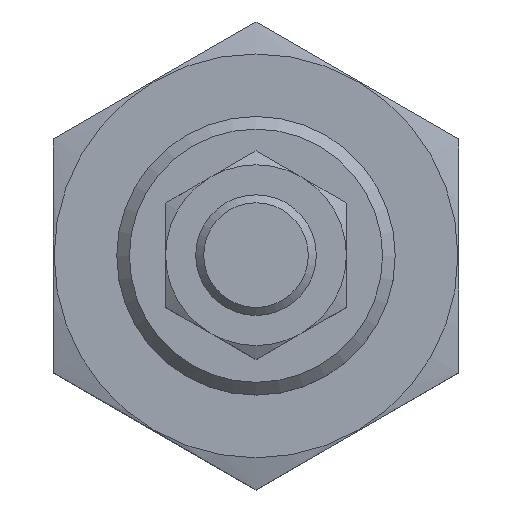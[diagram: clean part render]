
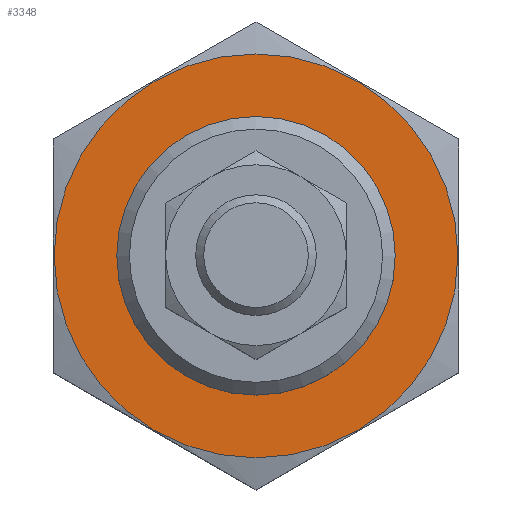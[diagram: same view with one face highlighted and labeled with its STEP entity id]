
A CAD part, top view. The second image highlights one B-rep face of the part: STEP entity #3348.
In plain terms, the highlighted face is planar.
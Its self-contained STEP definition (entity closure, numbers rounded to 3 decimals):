
#90=PLANE('',#3634);
#1000=ORIENTED_EDGE('',*,*,#1477,.F.);
#1001=ORIENTED_EDGE('',*,*,#1478,.T.);
#1477=EDGE_CURVE('',#1762,#1762,#1952,.T.);
#1478=EDGE_CURVE('',#1763,#1763,#1953,.T.);
#1762=VERTEX_POINT('',#5171);
#1763=VERTEX_POINT('',#5173);
#1952=CIRCLE('',#3635,15.95);
#1953=CIRCLE('',#3636,11.);
#2138=EDGE_LOOP('',(#1000));
#2139=EDGE_LOOP('',(#1001));
#2362=FACE_BOUND('',#2138,.T.);
#2363=FACE_BOUND('',#2139,.T.);
#3348=ADVANCED_FACE('',(#2362,#2363),#90,.F.);
#3634=AXIS2_PLACEMENT_3D('',#5169,#4251,#4252);
#3635=AXIS2_PLACEMENT_3D('',#5170,#4253,#4254);
#3636=AXIS2_PLACEMENT_3D('',#5172,#4255,#4256);
#4251=DIRECTION('',(0.,-1.,0.));
#4252=DIRECTION('',(0.,0.,-1.));
#4253=DIRECTION('',(0.,-1.,0.));
#4254=DIRECTION('',(0.,0.,-1.));
#4255=DIRECTION('',(0.,-1.,0.));
#4256=DIRECTION('',(0.,0.,-1.));
#5169=CARTESIAN_POINT('',(0.,0.,0.));
#5170=CARTESIAN_POINT('',(0.,0.,0.));
#5171=CARTESIAN_POINT('',(0.,0.,-15.95));
#5172=CARTESIAN_POINT('',(0.,0.,0.));
#5173=CARTESIAN_POINT('',(0.,0.,-11.));
